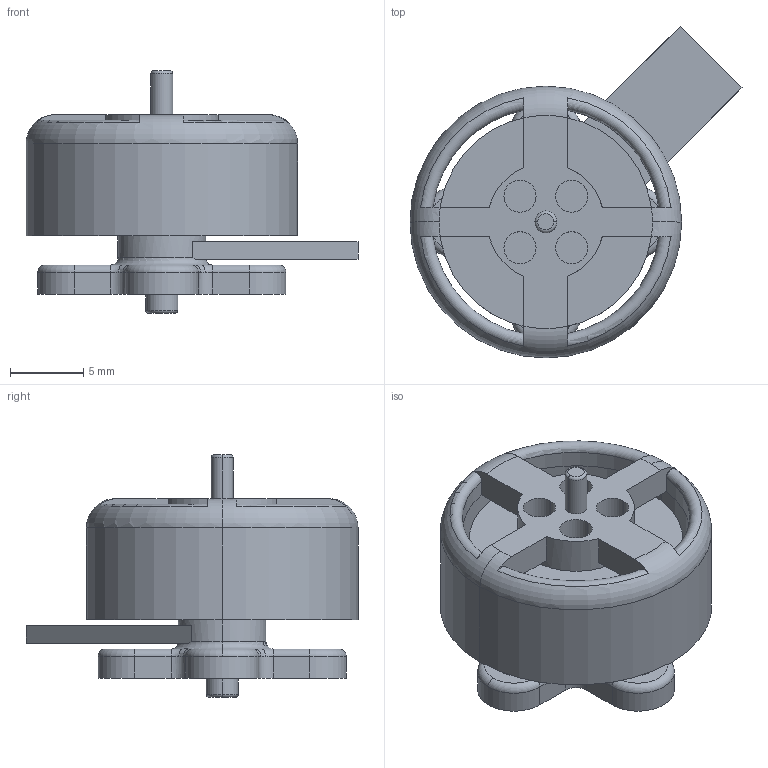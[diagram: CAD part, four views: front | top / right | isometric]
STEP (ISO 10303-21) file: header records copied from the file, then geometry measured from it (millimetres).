
FILE_DESCRIPTION (( 'STEP AP203' ), '1' );
FILE_NAME ('drone_motor_test_3_Défaut_sldprt.STEP', '2021-02-07T17:37:38', ( '' ), ( '' ), 'SwSTEP 2.0', 'SolidWorks 2019', '' );
FILE_SCHEMA (( 'CONFIG_CONTROL_DESIGN' ));
Length unit declared in the file: millimetre
Products named in the file (1): drone_motor_test_3_Défaut_sldprt
Bounding box: 22.73 x 22.73 x 16.6 mm (x, y, z)
Volume: 1998 mm3; surface area: 2411.2 mm2
Topology: 1 solids, 1 shells, 120 faces, 314 edges, 199 vertices
Faces by surface type: cylinder 51, plane 38, torus 27, bspline 4
Entity records: 3996 total; most frequent: CARTESIAN_POINT 844, DIRECTION 697, ORIENTED_EDGE 628, EDGE_CURVE 314, AXIS2_PLACEMENT_3D 292, VERTEX_POINT 199, CIRCLE 175, EDGE_LOOP 139
